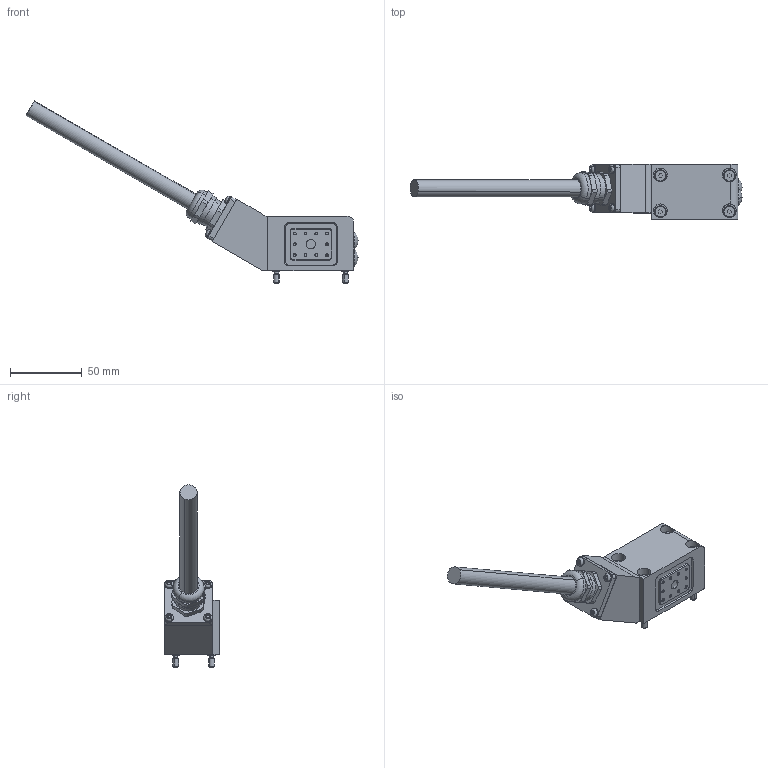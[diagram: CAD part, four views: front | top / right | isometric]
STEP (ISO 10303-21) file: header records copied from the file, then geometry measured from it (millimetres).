
FILE_DESCRIPTION (( 'STEP AP214' ), '1' );
FILE_NAME ('P3312.STEP', '2024-02-16T06:05:17', ( '' ), ( '' ), 'SwSTEP 2.0', 'SolidWorks 2021', '' );
FILE_SCHEMA (( 'AUTOMOTIVE_DESIGN' ));
Length unit declared in the file: millimetre
Products named in the file (1): P3312
Bounding box: 231.07 x 38.85 x 126.81 mm (x, y, z)
Volume: 167881.3 mm3; surface area: 46673.5 mm2
Topology: 25 solids, 32 shells, 1818 faces, 4863 edges, 3157 vertices
Faces by surface type: plane 734, cylinder 676, torus 272, cone 92, bspline 38, sphere 6
Entity records: 84395 total; most frequent: CARTESIAN_POINT 19704, ORIENTED_EDGE 9692, DIRECTION 8873, EDGE_CURVE 4846, AXIS2_PLACEMENT_3D 3441, VERTEX_POINT 3154, VECTOR 1991, LINE 1991
